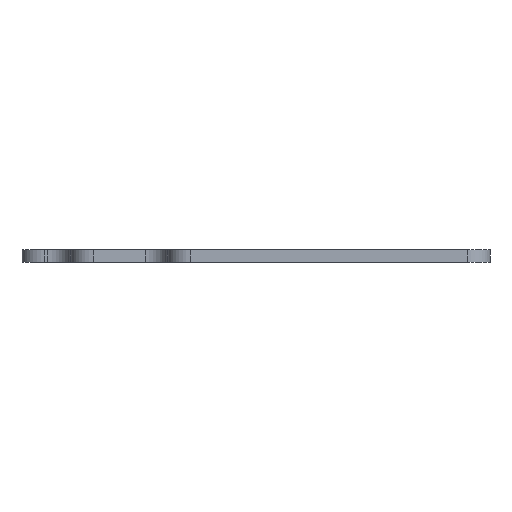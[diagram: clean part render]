
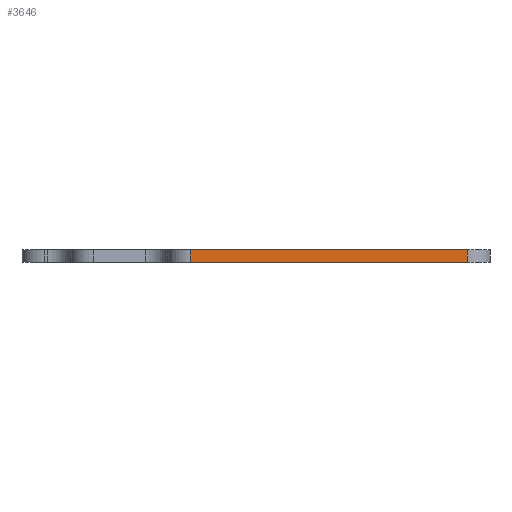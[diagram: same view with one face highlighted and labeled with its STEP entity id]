
A CAD part, left-side view. The second image highlights one B-rep face of the part: STEP entity #3646.
In plain terms, the highlighted planar face has unit normal (-1, 0, 0).
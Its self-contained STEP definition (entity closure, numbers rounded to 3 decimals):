
#214 = VERTEX_POINT('',#215);
#215 = CARTESIAN_POINT('',(101.6,-96.9,0.));
#222 = EDGE_CURVE('',#223,#214,#225,.T.);
#223 = VERTEX_POINT('',#224);
#224 = CARTESIAN_POINT('',(101.6,-131.1,0.));
#225 = LINE('',#226,#227);
#226 = CARTESIAN_POINT('',(101.6,-131.1,0.));
#227 = VECTOR('',#228,1.);
#228 = DIRECTION('',(0.,1.,0.));
#1840 = VERTEX_POINT('',#1841);
#1841 = CARTESIAN_POINT('',(101.6,-96.9,1.6));
#1848 = EDGE_CURVE('',#1849,#1840,#1851,.T.);
#1849 = VERTEX_POINT('',#1850);
#1850 = CARTESIAN_POINT('',(101.6,-131.1,1.6));
#1851 = LINE('',#1852,#1853);
#1852 = CARTESIAN_POINT('',(101.6,-131.1,1.6));
#1853 = VECTOR('',#1854,1.);
#1854 = DIRECTION('',(0.,1.,0.));
#3618 = EDGE_CURVE('',#223,#1849,#3619,.T.);
#3619 = LINE('',#3620,#3621);
#3620 = CARTESIAN_POINT('',(101.6,-131.1,0.));
#3621 = VECTOR('',#3622,1.);
#3622 = DIRECTION('',(0.,0.,1.));
#3646 = ADVANCED_FACE('',(#3647),#3658,.T.);
#3647 = FACE_BOUND('',#3648,.T.);
#3648 = EDGE_LOOP('',(#3649,#3650,#3651,#3657));
#3649 = ORIENTED_EDGE('',*,*,#3618,.T.);
#3650 = ORIENTED_EDGE('',*,*,#1848,.T.);
#3651 = ORIENTED_EDGE('',*,*,#3652,.F.);
#3652 = EDGE_CURVE('',#214,#1840,#3653,.T.);
#3653 = LINE('',#3654,#3655);
#3654 = CARTESIAN_POINT('',(101.6,-96.9,0.));
#3655 = VECTOR('',#3656,1.);
#3656 = DIRECTION('',(0.,0.,1.));
#3657 = ORIENTED_EDGE('',*,*,#222,.F.);
#3658 = PLANE('',#3659);
#3659 = AXIS2_PLACEMENT_3D('',#3660,#3661,#3662);
#3660 = CARTESIAN_POINT('',(101.6,-131.1,0.));
#3661 = DIRECTION('',(-1.,0.,0.));
#3662 = DIRECTION('',(0.,1.,0.));
